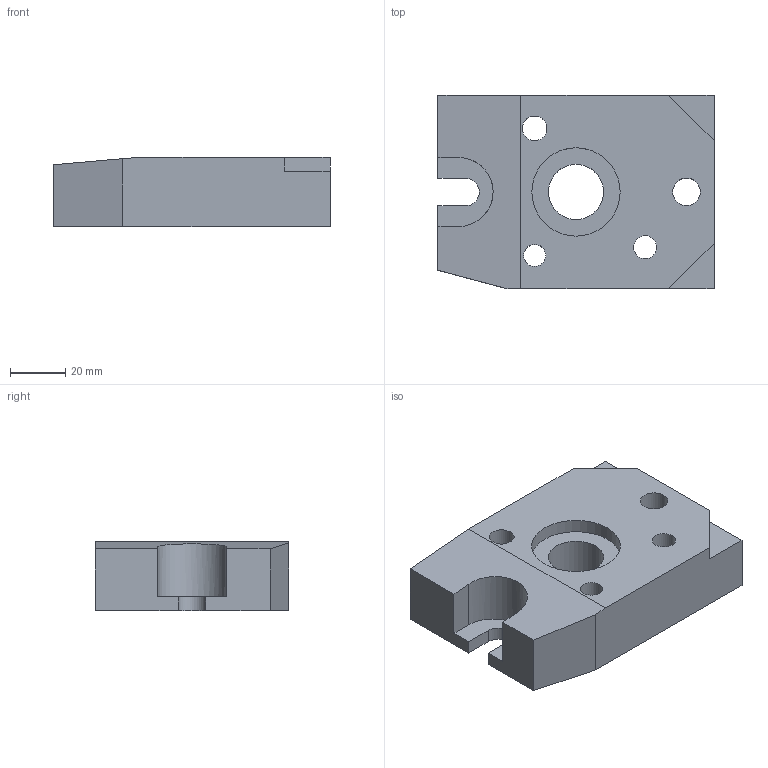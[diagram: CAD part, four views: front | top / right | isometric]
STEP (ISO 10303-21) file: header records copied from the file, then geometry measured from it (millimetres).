
FILE_DESCRIPTION( ( 'Unknown' ), '1' );
FILE_NAME( 'Podlozka cislo1.stp', 'Unknown', ( 'Unknown' ), ( 'Unknown' ), 'PSStep 10.0', 'Unknown', ' ' );
FILE_SCHEMA( ( 'automotive_design' ) );
Length unit declared in the file: millimetre
Products named in the file (1): 1
Bounding box: 100 x 70 x 25 mm (x, y, z)
Volume: 143929.6 mm3; surface area: 25677 mm2
Topology: 1 solids, 1 shells, 27 faces, 77 edges, 53 vertices
Faces by surface type: plane 19, cylinder 8
Full cylindrical faces by diameter (mm): 8 x1, 8.376 x1, 8.917 x1, 10 x1, 20 x1, 32 x1
Entity records: 1064 total; most frequent: CARTESIAN_POINT 142, DIRECTION 138, ORIENTED_EDGE 132, EDGE_CURVE 66, LINE 50, VECTOR 50, VERTEX_POINT 48, AXIS2_PLACEMENT_3D 44
